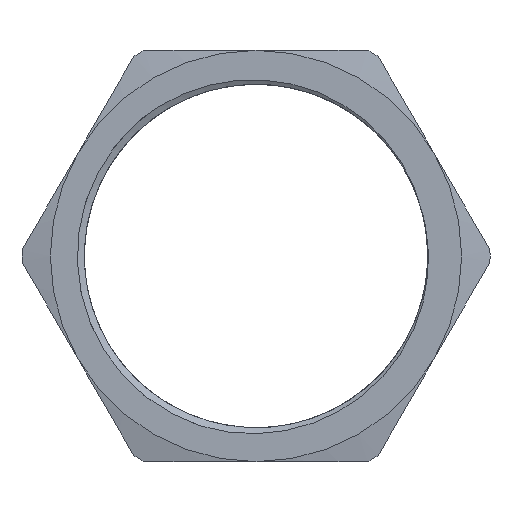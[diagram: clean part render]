
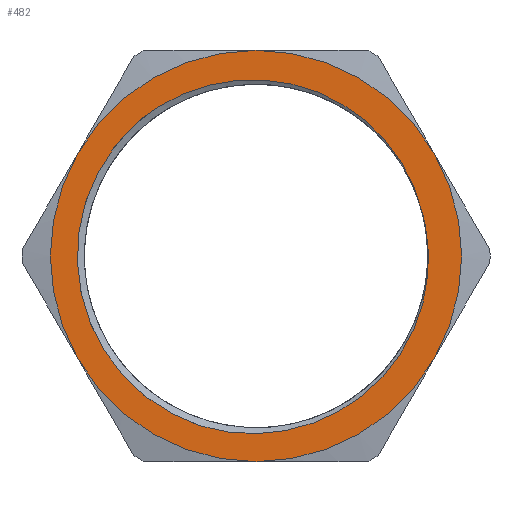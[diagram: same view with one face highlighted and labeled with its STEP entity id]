
A CAD part, left-side view. The second image highlights one B-rep face of the part: STEP entity #482.
In plain terms, the highlighted planar face has unit normal (-1, 0, 0).
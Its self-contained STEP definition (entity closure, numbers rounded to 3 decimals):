
#16=FACE_BOUND('',#182,.T.);
#84=PLANE('',#546);
#85=CIRCLE('',#492,19.225);
#88=CIRCLE('',#496,19.986);
#104=CIRCLE('',#529,23.);
#105=CIRCLE('',#531,23.);
#106=CIRCLE('',#533,23.);
#107=CIRCLE('',#535,23.);
#108=CIRCLE('',#537,23.);
#109=CIRCLE('',#539,23.);
#150=FACE_OUTER_BOUND('',#181,.T.);
#181=EDGE_LOOP('',(#441,#442,#443,#444,#445,#446));
#182=EDGE_LOOP('',(#447,#448,#449,#450));
#183=B_SPLINE_CURVE_WITH_KNOTS('',3,(#872,#873,#874,#875,#876,#877,#878,
#879,#880,#881,#882,#883,#884,#885,#886,#887),.UNSPECIFIED.,.F.,.F.,(4,
3,3,3,3,4),(-4.034,-3.783,-2.826,-1.875,
-0.933,0.),.UNSPECIFIED.);
#188=B_SPLINE_CURVE_WITH_KNOTS('',3,(#1325,#1326,#1327,#1328,#1329,#1330,
#1331,#1332,#1333,#1334,#1335,#1336,#1337,#1338,#1339,#1340),
 .UNSPECIFIED.,.F.,.F.,(4,3,3,3,3,4),(-4.037,-3.795,
-2.86,-1.915,-0.962,0.),.UNSPECIFIED.);
#191=VERTEX_POINT('',#870);
#192=VERTEX_POINT('',#871);
#195=VERTEX_POINT('',#1079);
#197=VERTEX_POINT('',#1324);
#200=VERTEX_POINT('',#1490);
#209=VERTEX_POINT('',#1521);
#212=VERTEX_POINT('',#1532);
#218=VERTEX_POINT('',#1553);
#224=VERTEX_POINT('',#1574);
#233=VERTEX_POINT('',#1605);
#235=EDGE_CURVE('',#191,#192,#183,.T.);
#239=EDGE_CURVE('',#192,#195,#85,.T.);
#242=EDGE_CURVE('',#195,#197,#188,.T.);
#246=EDGE_CURVE('',#191,#197,#88,.T.);
#298=EDGE_CURVE('',#233,#218,#104,.T.);
#299=EDGE_CURVE('',#218,#212,#105,.T.);
#300=EDGE_CURVE('',#224,#209,#106,.T.);
#301=EDGE_CURVE('',#209,#233,#107,.T.);
#302=EDGE_CURVE('',#212,#200,#108,.T.);
#303=EDGE_CURVE('',#200,#224,#109,.T.);
#441=ORIENTED_EDGE('',*,*,#299,.F.);
#442=ORIENTED_EDGE('',*,*,#298,.F.);
#443=ORIENTED_EDGE('',*,*,#301,.F.);
#444=ORIENTED_EDGE('',*,*,#300,.F.);
#445=ORIENTED_EDGE('',*,*,#303,.F.);
#446=ORIENTED_EDGE('',*,*,#302,.F.);
#447=ORIENTED_EDGE('',*,*,#246,.T.);
#448=ORIENTED_EDGE('',*,*,#242,.F.);
#449=ORIENTED_EDGE('',*,*,#239,.F.);
#450=ORIENTED_EDGE('',*,*,#235,.F.);
#482=ADVANCED_FACE('',(#150,#16),#84,.T.);
#492=AXIS2_PLACEMENT_3D('',#1080,#551,#552);
#496=AXIS2_PLACEMENT_3D('',#1487,#559,#560);
#529=AXIS2_PLACEMENT_3D('',#1640,#637,#638);
#531=AXIS2_PLACEMENT_3D('',#1642,#641,#642);
#533=AXIS2_PLACEMENT_3D('',#1644,#645,#646);
#535=AXIS2_PLACEMENT_3D('',#1646,#649,#650);
#537=AXIS2_PLACEMENT_3D('',#1648,#653,#654);
#539=AXIS2_PLACEMENT_3D('',#1650,#657,#658);
#546=AXIS2_PLACEMENT_3D('',#1657,#671,#672);
#551=DIRECTION('center_axis',(-1.,0.,0.));
#552=DIRECTION('ref_axis',(0.,1.,0.));
#559=DIRECTION('center_axis',(1.,0.,0.));
#560=DIRECTION('ref_axis',(0.,0.,-1.));
#637=DIRECTION('center_axis',(1.,0.,0.));
#638=DIRECTION('ref_axis',(0.,-1.,0.));
#641=DIRECTION('center_axis',(1.,0.,0.));
#642=DIRECTION('ref_axis',(0.,-1.,0.));
#645=DIRECTION('center_axis',(1.,0.,0.));
#646=DIRECTION('ref_axis',(0.,-1.,0.));
#649=DIRECTION('center_axis',(1.,0.,0.));
#650=DIRECTION('ref_axis',(0.,-1.,0.));
#653=DIRECTION('center_axis',(1.,0.,0.));
#654=DIRECTION('ref_axis',(0.,-1.,0.));
#657=DIRECTION('center_axis',(1.,0.,0.));
#658=DIRECTION('ref_axis',(0.,-1.,0.));
#671=DIRECTION('center_axis',(-1.,0.,0.));
#672=DIRECTION('ref_axis',(0.,0.,1.));
#870=CARTESIAN_POINT('',(-4.8,6.176,-19.008));
#871=CARTESIAN_POINT('',(-4.8,-18.956,3.206));
#872=CARTESIAN_POINT('Ctrl Pts',(-4.8,6.176,-19.008));
#873=CARTESIAN_POINT('Ctrl Pts',(-4.8,5.375,-19.252));
#874=CARTESIAN_POINT('Ctrl Pts',(-4.8,4.56,-19.446));
#875=CARTESIAN_POINT('Ctrl Pts',(-4.8,3.737,-19.588));
#876=CARTESIAN_POINT('Ctrl Pts',(-4.8,0.596,-20.126));
#877=CARTESIAN_POINT('Ctrl Pts',(-4.8,-2.686,-19.895));
#878=CARTESIAN_POINT('Ctrl Pts',(-4.8,-5.712,-18.919));
#879=CARTESIAN_POINT('Ctrl Pts',(-4.8,-8.717,-17.95));
#880=CARTESIAN_POINT('Ctrl Pts',(-4.8,-11.491,-16.241));
#881=CARTESIAN_POINT('Ctrl Pts',(-4.8,-13.702,-13.992));
#882=CARTESIAN_POINT('Ctrl Pts',(-4.8,-15.894,-11.763));
#883=CARTESIAN_POINT('Ctrl Pts',(-4.8,-17.546,-8.99));
#884=CARTESIAN_POINT('Ctrl Pts',(-4.8,-18.455,-5.996));
#885=CARTESIAN_POINT('Ctrl Pts',(-4.8,-19.356,-3.031));
#886=CARTESIAN_POINT('Ctrl Pts',(-4.8,-19.534,0.15));
#887=CARTESIAN_POINT('Ctrl Pts',(-4.8,-18.956,3.206));
#1079=CARTESIAN_POINT('',(-4.8,-18.621,4.781));
#1080=CARTESIAN_POINT('Origin',(-4.8,0.,0.));
#1324=CARTESIAN_POINT('',(-4.8,13.373,14.852));
#1325=CARTESIAN_POINT('Ctrl Pts',(-4.8,-18.621,4.781));
#1326=CARTESIAN_POINT('Ctrl Pts',(-4.8,-18.436,5.567));
#1327=CARTESIAN_POINT('Ctrl Pts',(-4.8,-18.202,6.34));
#1328=CARTESIAN_POINT('Ctrl Pts',(-4.8,-17.92,7.095));
#1329=CARTESIAN_POINT('Ctrl Pts',(-4.8,-16.832,10.005));
#1330=CARTESIAN_POINT('Ctrl Pts',(-4.8,-15.019,12.654));
#1331=CARTESIAN_POINT('Ctrl Pts',(-4.8,-12.71,14.725));
#1332=CARTESIAN_POINT('Ctrl Pts',(-4.8,-10.376,16.819));
#1333=CARTESIAN_POINT('Ctrl Pts',(-4.8,-7.519,18.339));
#1334=CARTESIAN_POINT('Ctrl Pts',(-4.8,-4.483,19.112));
#1335=CARTESIAN_POINT('Ctrl Pts',(-4.8,-1.419,19.892));
#1336=CARTESIAN_POINT('Ctrl Pts',(-4.8,1.846,19.916));
#1337=CARTESIAN_POINT('Ctrl Pts',(-4.8,4.926,19.187));
#1338=CARTESIAN_POINT('Ctrl Pts',(-4.8,8.033,18.45));
#1339=CARTESIAN_POINT('Ctrl Pts',(-4.8,10.952,16.953));
#1340=CARTESIAN_POINT('Ctrl Pts',(-4.8,13.373,14.852));
#1487=CARTESIAN_POINT('Origin',(-4.8,0.,0.));
#1490=CARTESIAN_POINT('',(-4.8,0.,23.));
#1521=CARTESIAN_POINT('',(-4.8,-19.919,-11.5));
#1532=CARTESIAN_POINT('',(-4.8,19.919,11.5));
#1553=CARTESIAN_POINT('',(-4.8,19.919,-11.5));
#1574=CARTESIAN_POINT('',(-4.8,-19.919,11.5));
#1605=CARTESIAN_POINT('',(-4.8,0.,-23.));
#1640=CARTESIAN_POINT('Origin',(-4.8,0.,0.));
#1642=CARTESIAN_POINT('Origin',(-4.8,0.,0.));
#1644=CARTESIAN_POINT('Origin',(-4.8,0.,0.));
#1646=CARTESIAN_POINT('Origin',(-4.8,0.,0.));
#1648=CARTESIAN_POINT('Origin',(-4.8,0.,0.));
#1650=CARTESIAN_POINT('Origin',(-4.8,0.,0.));
#1657=CARTESIAN_POINT('Origin',(-4.8,26.17,0.));
